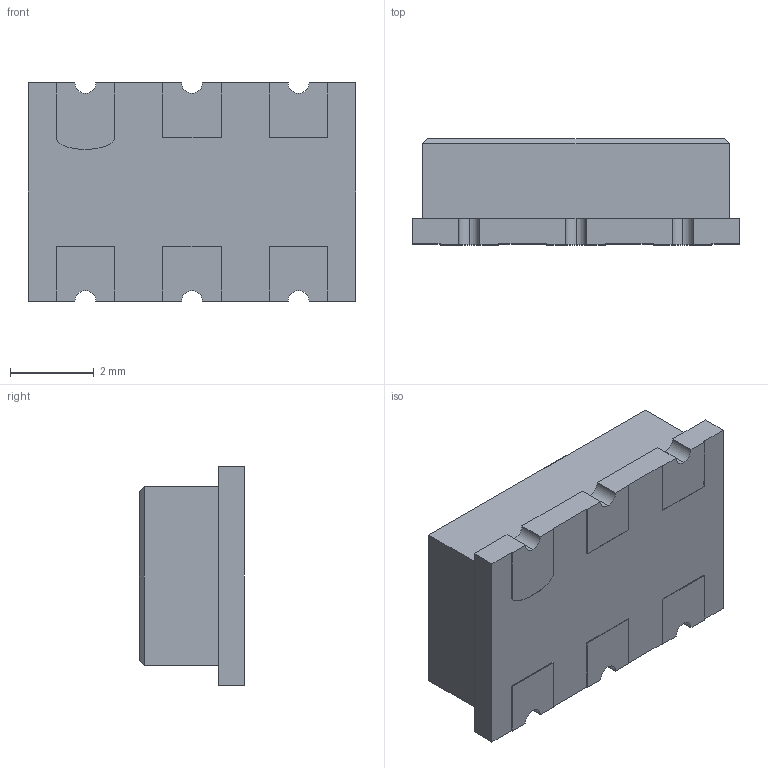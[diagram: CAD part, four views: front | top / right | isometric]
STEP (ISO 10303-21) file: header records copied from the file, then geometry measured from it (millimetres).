
FILE_DESCRIPTION (( 'STEP AP214' ), '1' );
FILE_NAME ('CLK_OSC6_7050_CCPD-575X-20-100.000.STEP', '2022-04-07T07:46:24', ( '' ), ( '' ), 'SwSTEP 2.0', 'SolidWorks 2017', '' );
FILE_SCHEMA (( 'AUTOMOTIVE_DESIGN' ));
Length unit declared in the file: millimetre
Products named in the file (1): CLK_OSC6_7050_CCPD-575X-20-100.000
Bounding box: 7.8 x 2.52 x 5.2 mm (x, y, z)
Volume: 82.8 mm3; surface area: 142.1 mm2
Topology: 1 solids, 1 shells, 151 faces, 413 edges, 274 vertices
Faces by surface type: plane 112, bspline 25, cylinder 14
Entity records: 6829 total; most frequent: CARTESIAN_POINT 2460, ORIENTED_EDGE 826, DIRECTION 645, EDGE_CURVE 413, LINE 335, VECTOR 335, VERTEX_POINT 274, EDGE_LOOP 161
